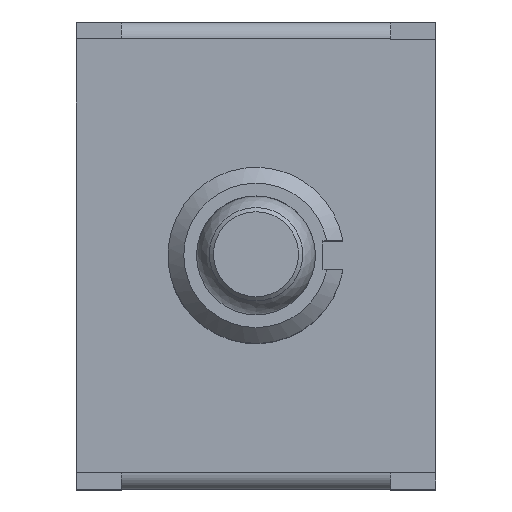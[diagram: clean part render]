
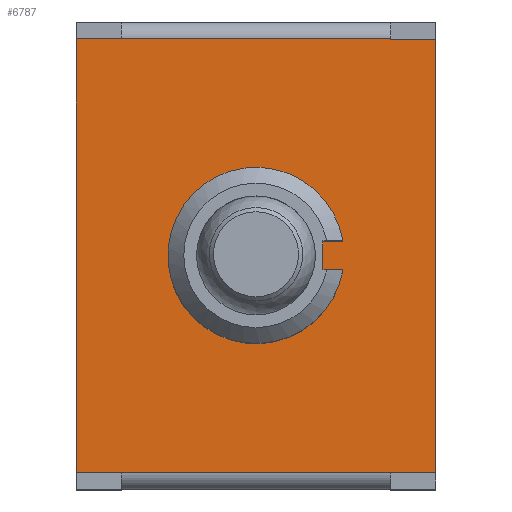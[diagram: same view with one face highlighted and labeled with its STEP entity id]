
A CAD part, top view. The second image highlights one B-rep face of the part: STEP entity #6787.
In plain terms, the highlighted planar face has unit normal (0, 0, 1).
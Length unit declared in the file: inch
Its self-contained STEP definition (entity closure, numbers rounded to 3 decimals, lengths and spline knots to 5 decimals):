
#28=FACE_BOUND('',#2660,.T.);
#443=PLANE('',#7444);
#1010=LINE('',#11068,#1724);
#1011=LINE('',#11076,#1725);
#1029=LINE('',#11113,#1743);
#1032=LINE('',#11119,#1746);
#1034=LINE('',#11122,#1748);
#1035=LINE('',#11124,#1749);
#1037=LINE('',#11128,#1751);
#1039=LINE('',#11133,#1753);
#1042=LINE('',#11137,#1756);
#1044=LINE('',#11140,#1758);
#1142=LINE('',#11360,#1856);
#1143=LINE('',#11362,#1857);
#1144=LINE('',#11364,#1858);
#1724=VECTOR('',#9093,0.3937);
#1725=VECTOR('',#9102,0.3937);
#1743=VECTOR('',#9132,0.3937);
#1746=VECTOR('',#9137,0.3937);
#1748=VECTOR('',#9141,0.3937);
#1749=VECTOR('',#9144,0.3937);
#1751=VECTOR('',#9148,0.3937);
#1753=VECTOR('',#9152,0.3937);
#1756=VECTOR('',#9157,0.3937);
#1758=VECTOR('',#9161,0.3937);
#1856=VECTOR('',#9395,0.3937);
#1857=VECTOR('',#9396,0.3937);
#1858=VECTOR('',#9397,0.3937);
#2257=FACE_OUTER_BOUND('',#2659,.T.);
#2659=EDGE_LOOP('',(#6280,#6281,#6282,#6283,#6284,#6285,#6286,#6287,#6288,
#6289));
#2660=EDGE_LOOP('',(#6290,#6291,#6292,#6293));
#2853=CIRCLE('',#7445,0.12244);
#3358=VERTEX_POINT('',#11064);
#3359=VERTEX_POINT('',#11066);
#3361=VERTEX_POINT('',#11073);
#3362=VERTEX_POINT('',#11075);
#3375=VERTEX_POINT('',#11112);
#3376=VERTEX_POINT('',#11116);
#3377=VERTEX_POINT('',#11118);
#3378=VERTEX_POINT('',#11127);
#3379=VERTEX_POINT('',#11131);
#3380=VERTEX_POINT('',#11132);
#3433=VERTEX_POINT('',#11358);
#3434=VERTEX_POINT('',#11359);
#3435=VERTEX_POINT('',#11361);
#3436=VERTEX_POINT('',#11363);
#4246=EDGE_CURVE('',#3359,#3358,#1010,.T.);
#4249=EDGE_CURVE('',#3362,#3361,#1011,.T.);
#4268=EDGE_CURVE('',#3375,#3362,#1029,.T.);
#4271=EDGE_CURVE('',#3377,#3376,#1032,.T.);
#4273=EDGE_CURVE('',#3375,#3376,#1034,.T.);
#4274=EDGE_CURVE('',#3359,#3377,#1035,.T.);
#4276=EDGE_CURVE('',#3378,#3358,#1037,.T.);
#4278=EDGE_CURVE('',#3379,#3380,#1039,.T.);
#4281=EDGE_CURVE('',#3361,#3379,#1042,.T.);
#4283=EDGE_CURVE('',#3378,#3380,#1044,.T.);
#4389=EDGE_CURVE('',#3433,#3434,#1142,.T.);
#4390=EDGE_CURVE('',#3434,#3435,#1143,.T.);
#4391=EDGE_CURVE('',#3435,#3436,#1144,.T.);
#4392=EDGE_CURVE('',#3436,#3433,#2853,.T.);
#6280=ORIENTED_EDGE('',*,*,#4276,.T.);
#6281=ORIENTED_EDGE('',*,*,#4246,.F.);
#6282=ORIENTED_EDGE('',*,*,#4274,.T.);
#6283=ORIENTED_EDGE('',*,*,#4271,.T.);
#6284=ORIENTED_EDGE('',*,*,#4273,.F.);
#6285=ORIENTED_EDGE('',*,*,#4268,.T.);
#6286=ORIENTED_EDGE('',*,*,#4249,.T.);
#6287=ORIENTED_EDGE('',*,*,#4281,.T.);
#6288=ORIENTED_EDGE('',*,*,#4278,.T.);
#6289=ORIENTED_EDGE('',*,*,#4283,.F.);
#6290=ORIENTED_EDGE('',*,*,#4389,.T.);
#6291=ORIENTED_EDGE('',*,*,#4390,.T.);
#6292=ORIENTED_EDGE('',*,*,#4391,.T.);
#6293=ORIENTED_EDGE('',*,*,#4392,.T.);
#6787=ADVANCED_FACE('',(#2257,#28),#443,.T.);
#7444=AXIS2_PLACEMENT_3D('',#11357,#9393,#9394);
#7445=AXIS2_PLACEMENT_3D('',#11365,#9398,#9399);
#9093=DIRECTION('',(-1.,0.,0.));
#9102=DIRECTION('',(-1.,0.,0.));
#9132=DIRECTION('',(0.,1.,0.));
#9137=DIRECTION('',(0.,1.,0.));
#9141=DIRECTION('',(1.,0.,0.));
#9144=DIRECTION('',(1.,0.,0.));
#9148=DIRECTION('',(0.,-1.,0.));
#9152=DIRECTION('',(0.,-1.,0.));
#9157=DIRECTION('',(-1.,0.,0.));
#9161=DIRECTION('',(-1.,0.,0.));
#9393=DIRECTION('center_axis',(0.,0.,
1.));
#9394=DIRECTION('ref_axis',(1.,0.,0.));
#9395=DIRECTION('',(-1.,0.,0.));
#9396=DIRECTION('',(0.,-1.,0.));
#9397=DIRECTION('',(1.,0.,0.));
#9398=DIRECTION('center_axis',(0.,0.,
-1.));
#9399=DIRECTION('ref_axis',(0.986,0.164,0.));
#11064=CARTESIAN_POINT('',(-0.18701,-0.30138,0.41496));
#11066=CARTESIAN_POINT('',(0.18701,-0.30138,0.41496));
#11068=CARTESIAN_POINT('',(0.,-0.30138,0.41496));
#11073=CARTESIAN_POINT('',(-0.18701,0.30138,0.41496));
#11075=CARTESIAN_POINT('',(0.18701,0.30138,0.41496));
#11076=CARTESIAN_POINT('',(0.,0.30138,0.41496));
#11112=CARTESIAN_POINT('',(0.18701,0.30098,0.41496));
#11113=CARTESIAN_POINT('',(0.18701,-0.30138,0.41496));
#11116=CARTESIAN_POINT('',(0.25,0.30098,0.41496));
#11118=CARTESIAN_POINT('',(0.25,-0.30138,0.41496));
#11119=CARTESIAN_POINT('',(0.25,0.30098,0.41496));
#11122=CARTESIAN_POINT('',(0.18701,0.30098,0.41496));
#11124=CARTESIAN_POINT('',(0.18701,-0.30138,0.41496));
#11127=CARTESIAN_POINT('',(-0.18701,-0.30098,0.41496));
#11128=CARTESIAN_POINT('',(-0.18701,-0.30138,0.41496));
#11131=CARTESIAN_POINT('',(-0.25,0.30138,0.41496));
#11132=CARTESIAN_POINT('',(-0.25,-0.30098,0.41496));
#11133=CARTESIAN_POINT('',(-0.25,-0.30098,0.41496));
#11137=CARTESIAN_POINT('',(-0.18701,0.30138,0.41496));
#11140=CARTESIAN_POINT('',(-0.18701,-0.30098,0.41496));
#11357=CARTESIAN_POINT('Origin',(0.,0.30138,
0.41496));
#11358=CARTESIAN_POINT('',(0.12078,0.02008,0.41496));
#11359=CARTESIAN_POINT('',(0.09283,0.02008,0.41496));
#11360=CARTESIAN_POINT('',(0.06039,0.02008,0.41496));
#11361=CARTESIAN_POINT('',(0.09283,-0.02008,0.41496));
#11362=CARTESIAN_POINT('',(0.09283,0.16073,0.41496));
#11363=CARTESIAN_POINT('',(0.12078,-0.02008,0.41496));
#11364=CARTESIAN_POINT('',(0.04642,-0.02008,0.41496));
#11365=CARTESIAN_POINT('Origin',(0.,0.,
0.41496));
